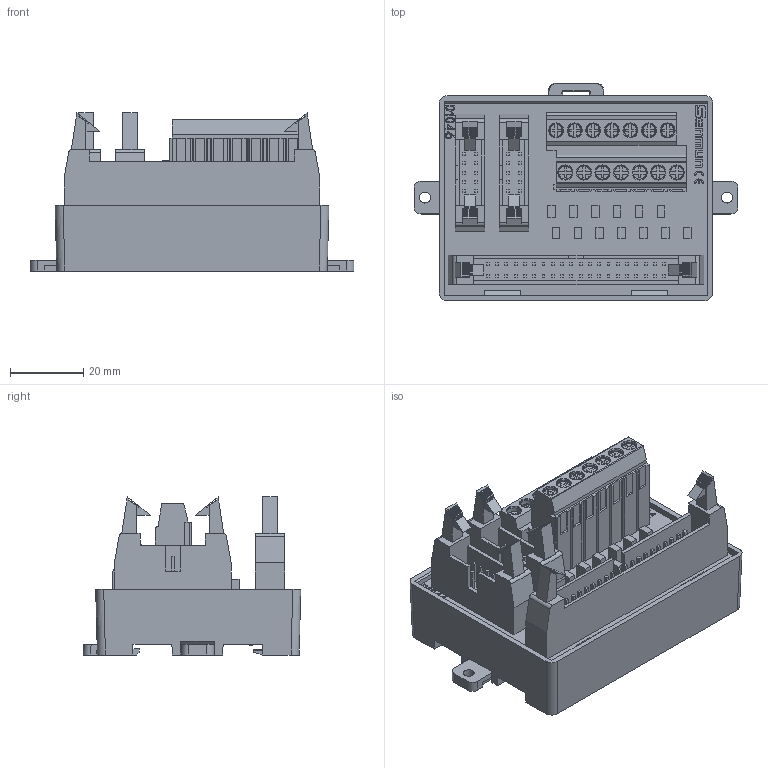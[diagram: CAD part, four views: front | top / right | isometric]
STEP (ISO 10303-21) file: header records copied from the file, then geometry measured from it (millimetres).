
FILE_DESCRIPTION(/* description */ (''),/* implementation_level */ '2;1');
FILE_NAME(/* name */ 'D1046-E.stp',/* time_stamp */ '2024-08-09T14:06:34+08:00',/* author */ (''),/* organization */ (''),/* preprocessor_version */ 'ST-DEVELOPER v14',/* originating_system */ 'SIEMENS PLM Software NX 8.0',/* authorisation */ '');
FILE_SCHEMA (('AUTOMOTIVE_DESIGN { 1 0 10303 214 3 1 1 1 }'));
Length unit declared in the file: millimetre
Products named in the file (1): D1046-E 3D_stp
Bounding box: 88.6 x 59.51 x 43.25 mm (x, y, z)
Volume: 86565.1 mm3; surface area: 29255.4 mm2
Topology: 3 solids, 3 shells, 1551 faces, 4110 edges, 2712 vertices
Faces by surface type: plane 1353, cylinder 101, torus 49, cone 38, extrusion 8, bspline 2
Full cylindrical faces by diameter (mm): 3 x2, 4.1 x6, 4.13 x8
Entity records: 49800 total; most frequent: CARTESIAN_POINT 10111, ORIENTED_EDGE 8148, DIRECTION 7279, EDGE_CURVE 4074, VECTOR 3621, LINE 3613, VERTEX_POINT 2702, AXIS2_PLACEMENT_3D 1829
